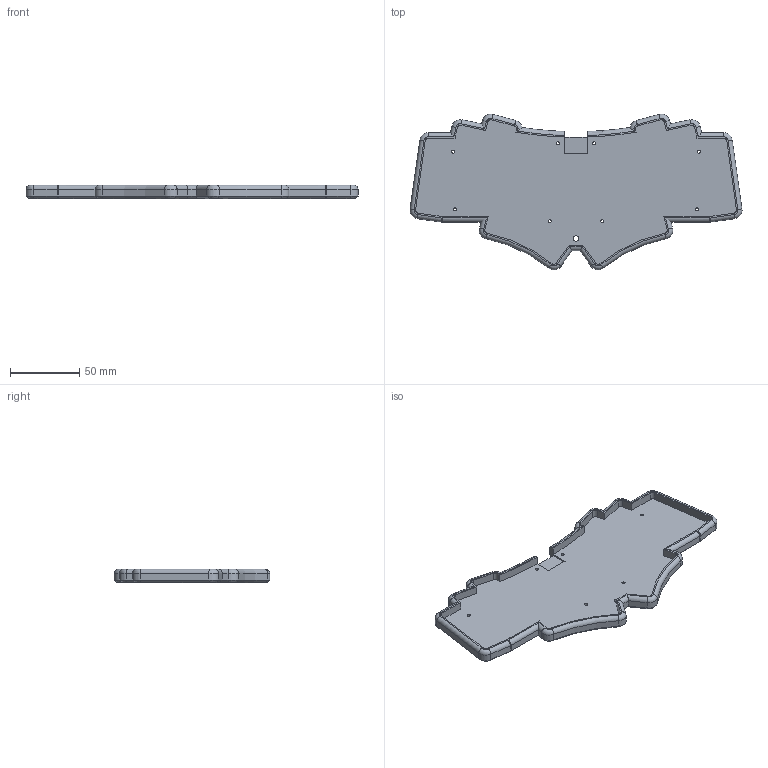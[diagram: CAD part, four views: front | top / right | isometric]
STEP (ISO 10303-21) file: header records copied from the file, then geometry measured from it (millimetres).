
FILE_DESCRIPTION(/* description */ (''),/* implementation_level */ '2;1');
FILE_NAME(/* name */ 'tray.step',/* time_stamp */ '2024-08-03T09:31:05-04:00',/* author */ (''),/* organization */ (''),/* preprocessor_version */ 'ST-DEVELOPER v20',/* originating_system */ 'Autodesk Translation Framework v13.14.0.145',/* authorisation */ '');
FILE_SCHEMA (('AUTOMOTIVE_DESIGN { 1 0 10303 214 3 1 1 }'));
Length unit declared in the file: millimetre
Products named in the file (1): bw2cirque
Bounding box: 239.29 x 112.16 x 9.8 mm (x, y, z)
Volume: 87287.6 mm3; surface area: 46889.3 mm2
Topology: 1 solids, 1 shells, 230 faces, 553 edges, 337 vertices
Faces by surface type: plane 95, cylinder 86, cone 29, torus 20
Full cylindrical faces by diameter (mm): 2.2 x8, 4 x1, 7 x12
Entity records: 6751 total; most frequent: DIRECTION 1217, CARTESIAN_POINT 1204, ORIENTED_EDGE 1106, EDGE_CURVE 553, AXIS2_PLACEMENT_3D 442, VERTEX_POINT 337, LINE 333, VECTOR 333
